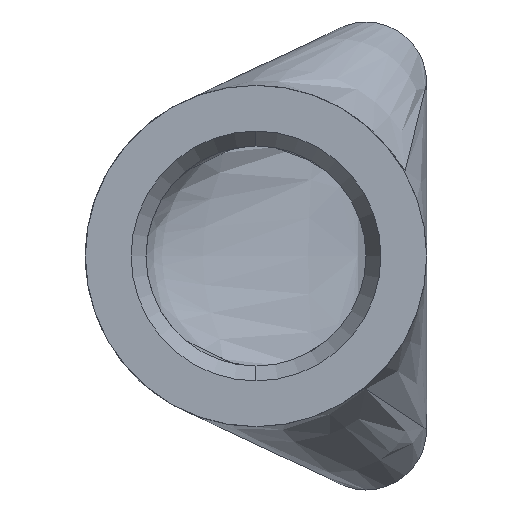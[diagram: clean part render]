
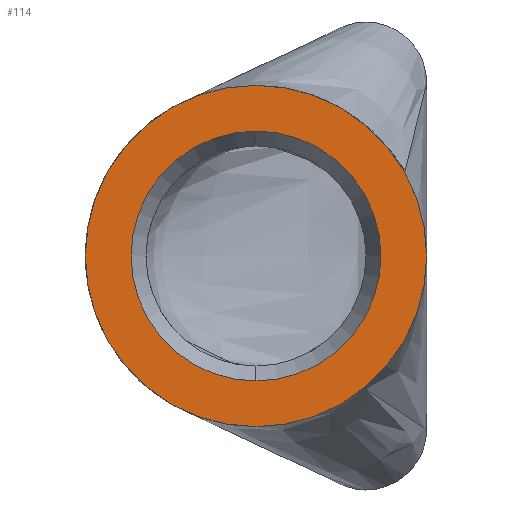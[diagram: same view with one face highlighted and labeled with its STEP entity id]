
A CAD part, left-side view. The second image highlights one B-rep face of the part: STEP entity #114.
In plain terms, the highlighted planar face has unit normal (-1, 0, 0).
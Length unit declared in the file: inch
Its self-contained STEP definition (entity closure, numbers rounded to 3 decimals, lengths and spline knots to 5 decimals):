
#12 = AXIS2_PLACEMENT_3D ( 'NONE', #630, #826, #1202 ) ;
#26 = EDGE_CURVE ( 'NONE', #733, #1041, #786, .T. ) ;
#75 = CARTESIAN_POINT ( 'NONE',  ( 0., 0.4615, 0. ) ) ;
#90 = DIRECTION ( 'NONE',  ( 0., 0., 1. ) ) ;
#114 = ADVANCED_FACE ( 'NONE', ( #728, #237 ), #1012, .T. ) ;
#123 = EDGE_CURVE ( 'NONE', #1041, #733, #557, .T. ) ;
#155 = EDGE_LOOP ( 'NONE', ( #489, #722 ) ) ;
#156 = CARTESIAN_POINT ( 'NONE',  ( 0., 0.4615, -0.33791 ) ) ;
#182 = AXIS2_PLACEMENT_3D ( 'NONE', #1107, #343, #639 ) ;
#191 = CARTESIAN_POINT ( 'NONE',  ( 0., 0.4615, 0.4615 ) ) ;
#209 = AXIS2_PLACEMENT_3D ( 'NONE', #591, #971, #515 ) ;
#237 = FACE_OUTER_BOUND ( 'NONE', #316, .T. ) ;
#305 = VERTEX_POINT ( 'NONE', #191 ) ;
#316 = EDGE_LOOP ( 'NONE', ( #475, #875 ) ) ;
#343 = DIRECTION ( 'NONE',  ( 1., 0., 0. ) ) ;
#353 = CARTESIAN_POINT ( 'NONE',  ( 0., 0.4615, 0.33791 ) ) ;
#451 = EDGE_CURVE ( 'NONE', #305, #615, #600, .T. ) ;
#475 = ORIENTED_EDGE ( 'NONE', *, *, #451, .T. ) ;
#489 = ORIENTED_EDGE ( 'NONE', *, *, #26, .T. ) ;
#515 = DIRECTION ( 'NONE',  ( 0., 0., 1. ) ) ;
#518 = EDGE_CURVE ( 'NONE', #615, #305, #943, .T. ) ;
#557 = CIRCLE ( 'NONE', #12, 0.33791 ) ;
#591 = CARTESIAN_POINT ( 'NONE',  ( 0., 0.4615, 0. ) ) ;
#600 = CIRCLE ( 'NONE', #209, 0.4615 ) ;
#615 = VERTEX_POINT ( 'NONE', #737 ) ;
#630 = CARTESIAN_POINT ( 'NONE',  ( 0., 0.4615, 0. ) ) ;
#639 = DIRECTION ( 'NONE',  ( 0., 0., 1. ) ) ;
#719 = DIRECTION ( 'NONE',  ( 0., 0., 1. ) ) ;
#722 = ORIENTED_EDGE ( 'NONE', *, *, #123, .T. ) ;
#728 = FACE_BOUND ( 'NONE', #155, .T. ) ;
#733 = VERTEX_POINT ( 'NONE', #353 ) ;
#737 = CARTESIAN_POINT ( 'NONE',  ( 0., 0.4615, -0.4615 ) ) ;
#786 = CIRCLE ( 'NONE', #182, 0.33791 ) ;
#821 = CARTESIAN_POINT ( 'NONE',  ( 0., 0., 0. ) ) ;
#826 = DIRECTION ( 'NONE',  ( 1., 0., 0. ) ) ;
#875 = ORIENTED_EDGE ( 'NONE', *, *, #518, .T. ) ;
#902 = AXIS2_PLACEMENT_3D ( 'NONE', #75, #944, #90 ) ;
#943 = CIRCLE ( 'NONE', #902, 0.4615 ) ;
#944 = DIRECTION ( 'NONE',  ( -1., 0., 0. ) ) ;
#971 = DIRECTION ( 'NONE',  ( -1., 0., 0. ) ) ;
#1012 = PLANE ( 'NONE',  #1131 ) ;
#1016 = DIRECTION ( 'NONE',  ( -1., 0., 0. ) ) ;
#1041 = VERTEX_POINT ( 'NONE', #156 ) ;
#1107 = CARTESIAN_POINT ( 'NONE',  ( 0., 0.4615, 0. ) ) ;
#1131 = AXIS2_PLACEMENT_3D ( 'NONE', #821, #1016, #719 ) ;
#1202 = DIRECTION ( 'NONE',  ( 0., 0., 1. ) ) ;
